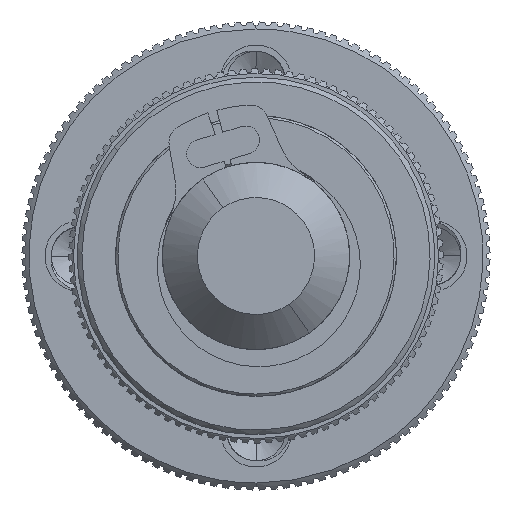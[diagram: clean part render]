
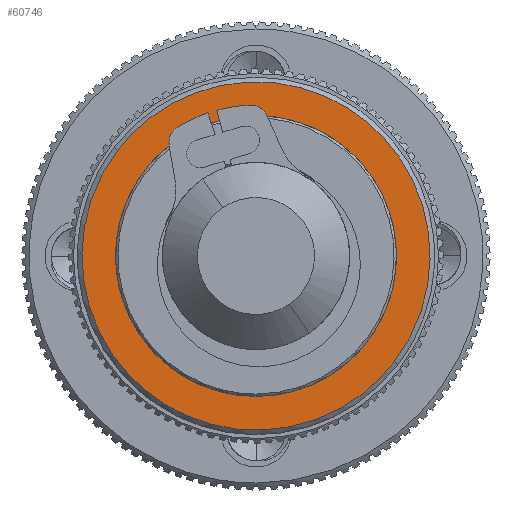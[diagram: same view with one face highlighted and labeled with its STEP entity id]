
A CAD part, front view. The second image highlights one B-rep face of the part: STEP entity #60746.
In plain terms, the highlighted free-form (B-spline) face has degree [1, 1] with [2, 2] control points.
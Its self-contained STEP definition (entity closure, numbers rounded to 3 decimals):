
#52708 = EDGE_CURVE('',#52709,#52711,#52713,.T.);
#52709 = VERTEX_POINT('',#52710);
#52710 = CARTESIAN_POINT('',(-5.815,-2.954,
    4.454));
#52711 = VERTEX_POINT('',#52712);
#52712 = CARTESIAN_POINT('',(5.815,-2.954,
    -4.454));
#52713 = ( BOUNDED_CURVE() B_SPLINE_CURVE(2,(#52714,#52715,#52716,#52717
,#52718),.UNSPECIFIED.,.F.,.F.) B_SPLINE_CURVE_WITH_KNOTS((3,2,3),(
    3.142,4.712,6.283),
.PIECEWISE_BEZIER_KNOTS.) CURVE() GEOMETRIC_REPRESENTATION_ITEM() 
RATIONAL_B_SPLINE_CURVE((1.,0.707,1.,0.707,1.)) 
REPRESENTATION_ITEM('') );
#52714 = CARTESIAN_POINT('',(-5.815,-2.954,
    4.454));
#52715 = CARTESIAN_POINT('',(-10.268,-2.954,
    -1.361));
#52716 = CARTESIAN_POINT('',(-4.454,-2.954,
    -5.815));
#52717 = CARTESIAN_POINT('',(1.361,-2.954,
    -10.268));
#52718 = CARTESIAN_POINT('',(5.815,-2.954,
    -4.454));
#56449 = VERTEX_POINT('',#56450);
#56450 = CARTESIAN_POINT('',(-3.283,-2.954,
    2.514));
#56455 = EDGE_CURVE('',#56449,#56456,#56458,.T.);
#56456 = VERTEX_POINT('',#56457);
#56457 = CARTESIAN_POINT('',(3.283,-2.954,
    -2.514));
#56458 = ( BOUNDED_CURVE() B_SPLINE_CURVE(2,(#56459,#56460,#56461,#56462
,#56463),.UNSPECIFIED.,.F.,.F.) B_SPLINE_CURVE_WITH_KNOTS((3,2,3),(
    3.142,4.712,6.283),
.PIECEWISE_BEZIER_KNOTS.) CURVE() GEOMETRIC_REPRESENTATION_ITEM() 
RATIONAL_B_SPLINE_CURVE((1.,0.707,1.,0.707,1.)) 
REPRESENTATION_ITEM('') );
#56459 = CARTESIAN_POINT('',(-3.283,-2.954,
    2.514));
#56460 = CARTESIAN_POINT('',(-0.769,-2.954,
    5.797));
#56461 = CARTESIAN_POINT('',(2.514,-2.954,
    3.283));
#56462 = CARTESIAN_POINT('',(5.797,-2.954,
    0.769));
#56463 = CARTESIAN_POINT('',(3.283,-2.954,
    -2.514));
#60746 = ADVANCED_FACE('',(#60747,#60758),#60769,.F.);
#60747 = FACE_BOUND('',#60748,.T.);
#60748 = EDGE_LOOP('',(#60749,#60750));
#60749 = ORIENTED_EDGE('',*,*,#56455,.T.);
#60750 = ORIENTED_EDGE('',*,*,#60751,.T.);
#60751 = EDGE_CURVE('',#56456,#56449,#60752,.T.);
#60752 = ( BOUNDED_CURVE() B_SPLINE_CURVE(2,(#60753,#60754,#60755,#60756
,#60757),.UNSPECIFIED.,.F.,.F.) B_SPLINE_CURVE_WITH_KNOTS((3,2,3),(0.,
1.571,3.142),.PIECEWISE_BEZIER_KNOTS.) CURVE() 
GEOMETRIC_REPRESENTATION_ITEM() RATIONAL_B_SPLINE_CURVE((1.,
0.707,1.,0.707,1.)) REPRESENTATION_ITEM('') );
#60753 = CARTESIAN_POINT('',(3.283,-2.954,
    -2.514));
#60754 = CARTESIAN_POINT('',(0.769,-2.954,
    -5.797));
#60755 = CARTESIAN_POINT('',(-2.514,-2.954,
    -3.283));
#60756 = CARTESIAN_POINT('',(-5.797,-2.954,
    -0.769));
#60757 = CARTESIAN_POINT('',(-3.283,-2.954,
    2.514));
#60758 = FACE_BOUND('',#60759,.T.);
#60759 = EDGE_LOOP('',(#60760,#60768));
#60760 = ORIENTED_EDGE('',*,*,#60761,.T.);
#60761 = EDGE_CURVE('',#52711,#52709,#60762,.T.);
#60762 = ( BOUNDED_CURVE() B_SPLINE_CURVE(2,(#60763,#60764,#60765,#60766
,#60767),.UNSPECIFIED.,.F.,.F.) B_SPLINE_CURVE_WITH_KNOTS((3,2,3),(0.,
1.571,3.142),.PIECEWISE_BEZIER_KNOTS.) CURVE() 
GEOMETRIC_REPRESENTATION_ITEM() RATIONAL_B_SPLINE_CURVE((1.,
0.707,1.,0.707,1.)) REPRESENTATION_ITEM('') );
#60763 = CARTESIAN_POINT('',(5.815,-2.954,
    -4.454));
#60764 = CARTESIAN_POINT('',(10.268,-2.954,
    1.361));
#60765 = CARTESIAN_POINT('',(4.454,-2.954,5.815
    ));
#60766 = CARTESIAN_POINT('',(-1.361,-2.954,
    10.268));
#60767 = CARTESIAN_POINT('',(-5.815,-2.954,
    4.454));
#60768 = ORIENTED_EDGE('',*,*,#52708,.T.);
#60769 = B_SPLINE_SURFACE_WITH_KNOTS('',1,1,(
    (#60770,#60771)
    ,(#60772,#60773
    )),.UNSPECIFIED.,.F.,.F.,.F.,(2,2),(2,2),(-7.439,
    7.439),(-3.439,11.439),
  .PIECEWISE_BEZIER_KNOTS.);
#60770 = CARTESIAN_POINT('',(-1.361,-2.954,
    10.268));
#60771 = CARTESIAN_POINT('',(-10.268,-2.954,
    -1.361));
#60772 = CARTESIAN_POINT('',(10.268,-2.954,
    1.361));
#60773 = CARTESIAN_POINT('',(1.361,-2.954,
    -10.268));
